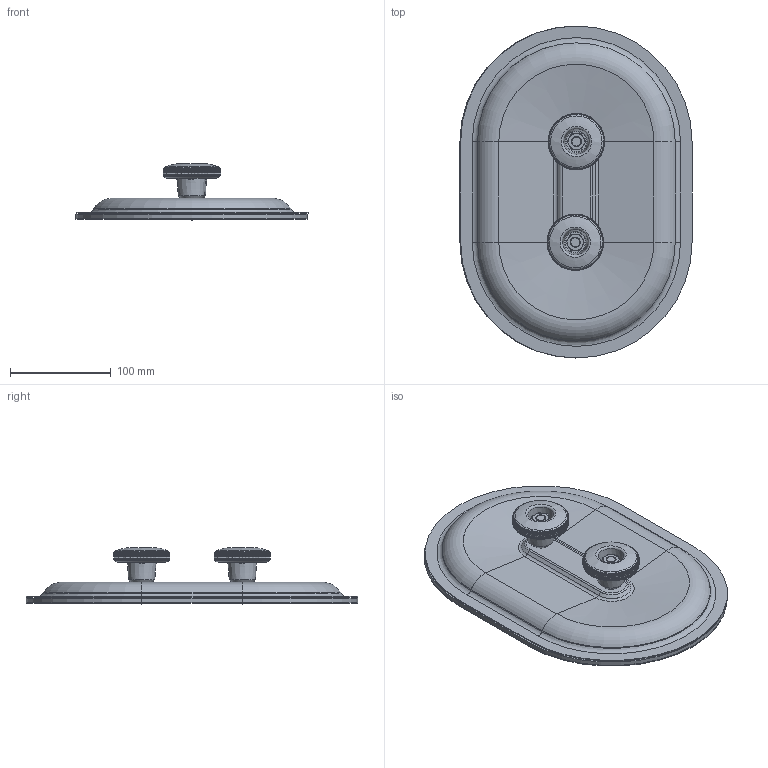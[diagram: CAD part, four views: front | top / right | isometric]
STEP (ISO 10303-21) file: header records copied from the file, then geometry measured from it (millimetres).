
FILE_DESCRIPTION(/* description */ (''),/* implementation_level */ '2;1');
FILE_NAME(/* name */ 'Metu_System_RD_32_PE.stp',/* time_stamp */ '2017-03-27T12:47:01+02:00',/* author */ (''),/* organization */ (''),/* preprocessor_version */ 'ST-DEVELOPER v11',/* originating_system */ 'SIEMENS UGS NX 6.0',/* authorisation */ '');
FILE_SCHEMA (('CONFIG_CONTROL_DESIGN'));
Products named in the file (1): perl2F10glph
Bounding box: 230.74 x 330 x 55.72 mm (x, y, z)
Volume: 199808.1 mm3; surface area: 337074.9 mm2
Topology: 11 solids, 11 shells, 2180 faces, 4732 edges, 2571 vertices
Faces by surface type: cone 1026, plane 600, cylinder 328, bspline 138, torus 84, sphere 4
Full cylindrical faces by diameter (mm): 8.376 x2, 8.5 x2, 9.8 x2, 10 x2, 11 x2, 12 x2, 13.6 x2, 24 x2
Entity records: 67006 total; most frequent: CARTESIAN_POINT 22678, ORIENTED_EDGE 9296, DIRECTION 8902, EDGE_CURVE 4648, AXIS2_PLACEMENT_3D 3467, VERTEX_POINT 2544, EDGE_LOOP 2256, ADVANCED_FACE 2180
